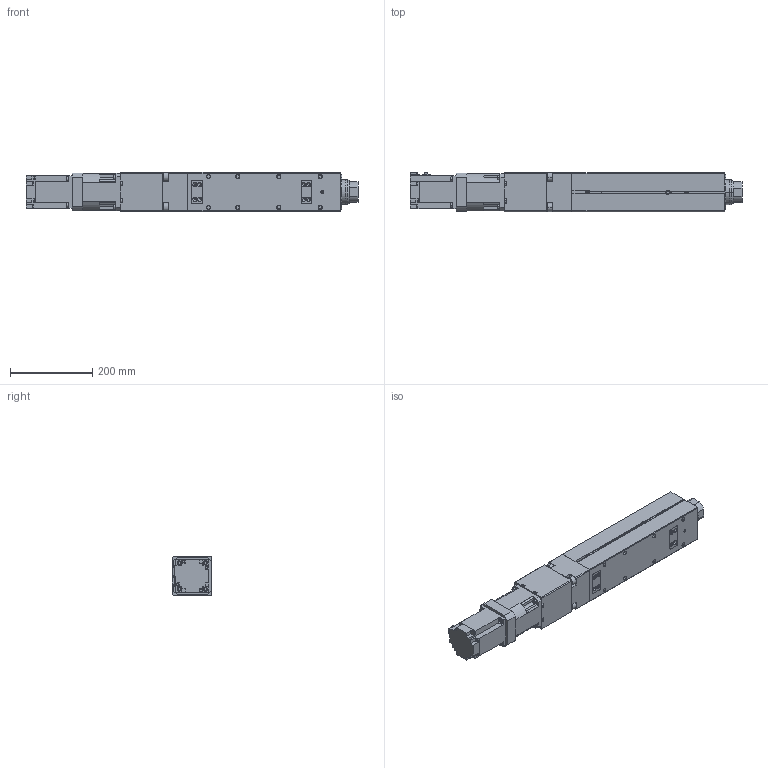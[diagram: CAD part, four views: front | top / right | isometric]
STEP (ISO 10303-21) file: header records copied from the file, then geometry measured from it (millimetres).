
FILE_DESCRIPTION (( 'STEP AP214' ), '1' );
FILE_NAME ('ETHU20BC03-20X05-0200-XXXX.STEP', '2025-02-26T20:02:31', ( '' ), ( '' ), 'SwSTEP 2.0', 'SolidWorks 2022', '' );
FILE_SCHEMA (( 'AUTOMOTIVE_DESIGN' ));
Length unit declared in the file: millimetre
Products named in the file (8): ETHU20-200ROD; ETHU20BC03-20X05-0200-XXXX; ETHU20-200MOTOR; ETHU20BC03-20X05-0200-XXXX(2); ETHU20-200SENSOR; ETHU20-200-1; ETHU20-200FANGTOOTH; ETHU20-200-2
Assembly tree (9 placements, depth 3):
  ETHU20BC03-20X05-0200-XXXX
    ETHU20BC03-20X05-0200-XXXX(2)
      ETHU20-200-1
      ETHU20-200FANGTOOTH
      ETHU20-200MOTOR
      ETHU20-200-2
      ETHU20-200SENSOR  x3
      ETHU20-200ROD
Bounding box: 806.2 x 96.3 x 95 mm (x, y, z)
Volume: 7013793.6 mm3; surface area: 442063.7 mm2
Topology: 8 solids, 8 shells, 1081 faces, 2761 edges, 1783 vertices
Faces by surface type: plane 704, cylinder 253, cone 84, torus 40
Entity records: 32627 total; most frequent: CARTESIAN_POINT 6194, DIRECTION 5420, ORIENTED_EDGE 5402, EDGE_CURVE 2701, VECTOR 2014, LINE 2014, VERTEX_POINT 1743, AXIS2_PLACEMENT_3D 1703
